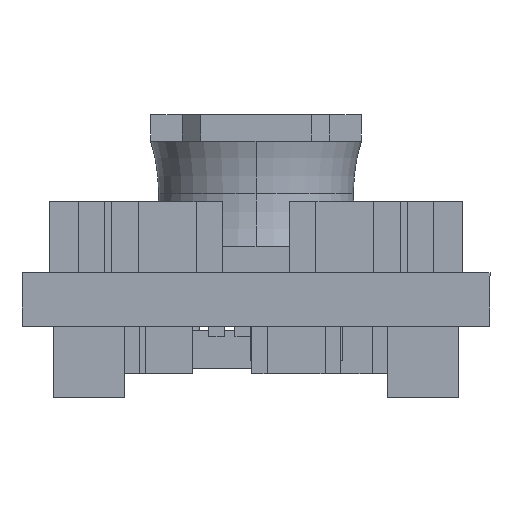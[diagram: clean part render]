
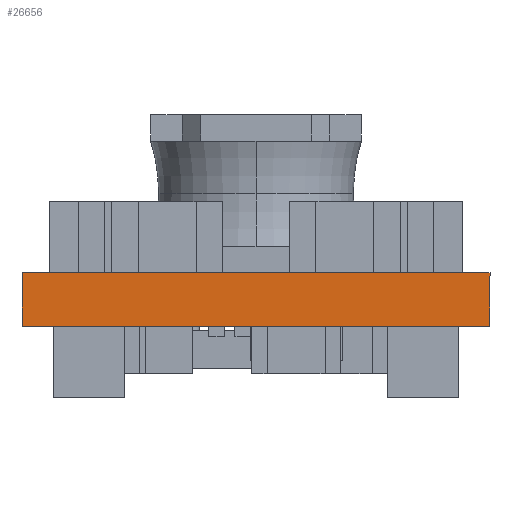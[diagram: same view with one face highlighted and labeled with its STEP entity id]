
A CAD part, front view. The second image highlights one B-rep face of the part: STEP entity #26656.
In plain terms, the highlighted planar face has unit normal (0, -1, 0).
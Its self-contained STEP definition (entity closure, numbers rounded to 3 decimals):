
#1395 = DIRECTION ( 'NONE',  ( -1., 0., 0. ) ) ;
#2084 = CARTESIAN_POINT ( 'NONE',  ( 0., 0., 0. ) ) ;
#2143 = DIRECTION ( 'NONE',  ( 0., 0., 1. ) ) ;
#2176 = EDGE_CURVE ( 'NONE', #30654, #8899, #15672, .T. ) ;
#2715 = CARTESIAN_POINT ( 'NONE',  ( 8.89, 0., 0. ) ) ;
#3416 = EDGE_CURVE ( 'NONE', #31348, #29041, #14122, .T. ) ;
#3544 = CARTESIAN_POINT ( 'NONE',  ( 8.89, 0., 1.016 ) ) ;
#5423 = LINE ( 'NONE', #30174, #35136 ) ;
#8772 = PLANE ( 'NONE',  #11589 ) ;
#8899 = VERTEX_POINT ( 'NONE', #2084 ) ;
#8958 = CARTESIAN_POINT ( 'NONE',  ( 8.89, 0., 0. ) ) ;
#9341 = ORIENTED_EDGE ( 'NONE', *, *, #32186, .T. ) ;
#9522 = ORIENTED_EDGE ( 'NONE', *, *, #2176, .F. ) ;
#11589 = AXIS2_PLACEMENT_3D ( 'NONE', #8958, #30972, #31174 ) ;
#12585 = CARTESIAN_POINT ( 'NONE',  ( 8.89, 0., 0. ) ) ;
#13922 = EDGE_CURVE ( 'NONE', #8899, #29041, #5423, .T. ) ;
#14122 = LINE ( 'NONE', #35133, #15882 ) ;
#15421 = EDGE_LOOP ( 'NONE', ( #29148, #29131, #9522, #9341 ) ) ;
#15672 = LINE ( 'NONE', #12585, #28697 ) ;
#15882 = VECTOR ( 'NONE', #1395, 1000. ) ;
#16877 = LINE ( 'NONE', #29501, #31478 ) ;
#24429 = DIRECTION ( 'NONE',  ( -1., 0., 0. ) ) ;
#26656 = ADVANCED_FACE ( 'NONE', ( #40142 ), #8772, .F. ) ;
#28697 = VECTOR ( 'NONE', #24429, 1000. ) ;
#29041 = VERTEX_POINT ( 'NONE', #31471 ) ;
#29131 = ORIENTED_EDGE ( 'NONE', *, *, #13922, .F. ) ;
#29148 = ORIENTED_EDGE ( 'NONE', *, *, #3416, .T. ) ;
#29501 = CARTESIAN_POINT ( 'NONE',  ( 8.89, 0., 0. ) ) ;
#29701 = DIRECTION ( 'NONE',  ( 0., 0., 1. ) ) ;
#30174 = CARTESIAN_POINT ( 'NONE',  ( 0., 0., 0. ) ) ;
#30654 = VERTEX_POINT ( 'NONE', #2715 ) ;
#30972 = DIRECTION ( 'NONE',  ( 0., 1., 0. ) ) ;
#31174 = DIRECTION ( 'NONE',  ( 0., 0., -1. ) ) ;
#31348 = VERTEX_POINT ( 'NONE', #3544 ) ;
#31471 = CARTESIAN_POINT ( 'NONE',  ( 0., 0., 1.016 ) ) ;
#31478 = VECTOR ( 'NONE', #29701, 1000. ) ;
#32186 = EDGE_CURVE ( 'NONE', #30654, #31348, #16877, .T. ) ;
#35133 = CARTESIAN_POINT ( 'NONE',  ( 8.89, 0., 1.016 ) ) ;
#35136 = VECTOR ( 'NONE', #2143, 1000. ) ;
#40142 = FACE_OUTER_BOUND ( 'NONE', #15421, .T. ) ;
